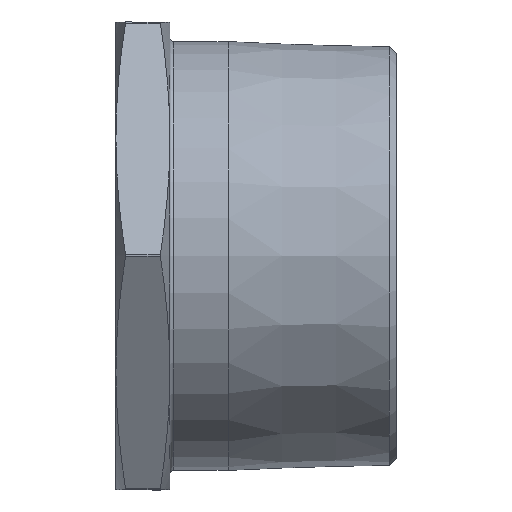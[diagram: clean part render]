
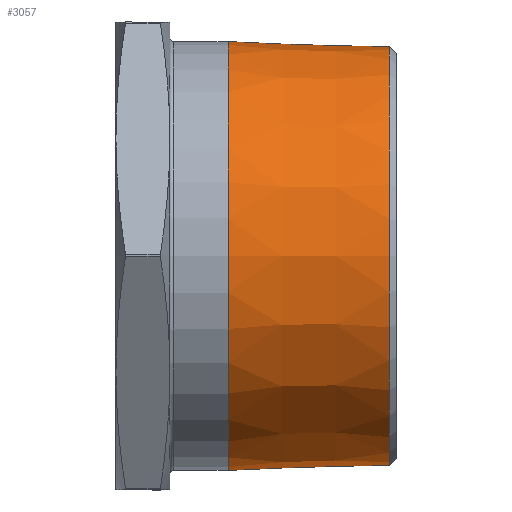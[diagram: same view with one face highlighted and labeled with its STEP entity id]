
A CAD part, top view. The second image highlights one B-rep face of the part: STEP entity #3057.
In plain terms, the highlighted conical face has half-angle 1.79 degrees and reference radius 29.807 mm.
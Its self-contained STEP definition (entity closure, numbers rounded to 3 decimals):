
#216 = DIRECTION ( 'NONE',  ( 1., 0., 0. ) ) ;
#257 = DIRECTION ( 'NONE',  ( 0., 0., 1. ) ) ;
#269 = CARTESIAN_POINT ( 'NONE',  ( 38., 0., 0. ) ) ;
#549 = DIRECTION ( 'NONE',  ( 1., 0., 0. ) ) ;
#569 = CARTESIAN_POINT ( 'NONE',  ( 15.6, 0., 0. ) ) ;
#618 = DIRECTION ( 'NONE',  ( 0., 0., 1. ) ) ;
#2927 = EDGE_CURVE ( 'NONE', #7395, #7395, #3714, .T. ) ;
#2969 = EDGE_CURVE ( 'NONE', #7366, #7366, #3770, .T. ) ;
#3057 = ADVANCED_FACE ( 'NONE', ( #5640, #5715 ), #4027, .T. ) ;
#3711 = AXIS2_PLACEMENT_3D ( 'NONE', #269, #216, #257 ) ;
#3714 = CIRCLE ( 'NONE', #3711, 29.107 ) ;
#3770 = CIRCLE ( 'NONE', #3774, 29.807 ) ;
#3774 = AXIS2_PLACEMENT_3D ( 'NONE', #569, #549, #618 ) ;
#4027 = CONICAL_SURFACE ( 'NONE', #4036, 29.807, 0.031 ) ;
#4036 = AXIS2_PLACEMENT_3D ( 'NONE', #5697, #5719, #5720 ) ;
#5640 = FACE_BOUND ( 'NONE', #13036, .T. ) ;
#5697 = CARTESIAN_POINT ( 'NONE',  ( 15.6, 0., 0. ) ) ;
#5715 = FACE_OUTER_BOUND ( 'NONE', #13059, .T. ) ;
#5719 = DIRECTION ( 'NONE',  ( -1., 0., 0. ) ) ;
#5720 = DIRECTION ( 'NONE',  ( 0., 0., -1. ) ) ;
#7344 = CARTESIAN_POINT ( 'NONE',  ( 38., 0., 29.107 ) ) ;
#7366 = VERTEX_POINT ( 'NONE', #7372 ) ;
#7372 = CARTESIAN_POINT ( 'NONE',  ( 15.6, 0., 29.807 ) ) ;
#7395 = VERTEX_POINT ( 'NONE', #7344 ) ;
#11579 = ORIENTED_EDGE ( 'NONE', *, *, #2969, .T. ) ;
#11624 = ORIENTED_EDGE ( 'NONE', *, *, #2927, .F. ) ;
#13036 = EDGE_LOOP ( 'NONE', ( #11624 ) ) ;
#13059 = EDGE_LOOP ( 'NONE', ( #11579 ) ) ;
